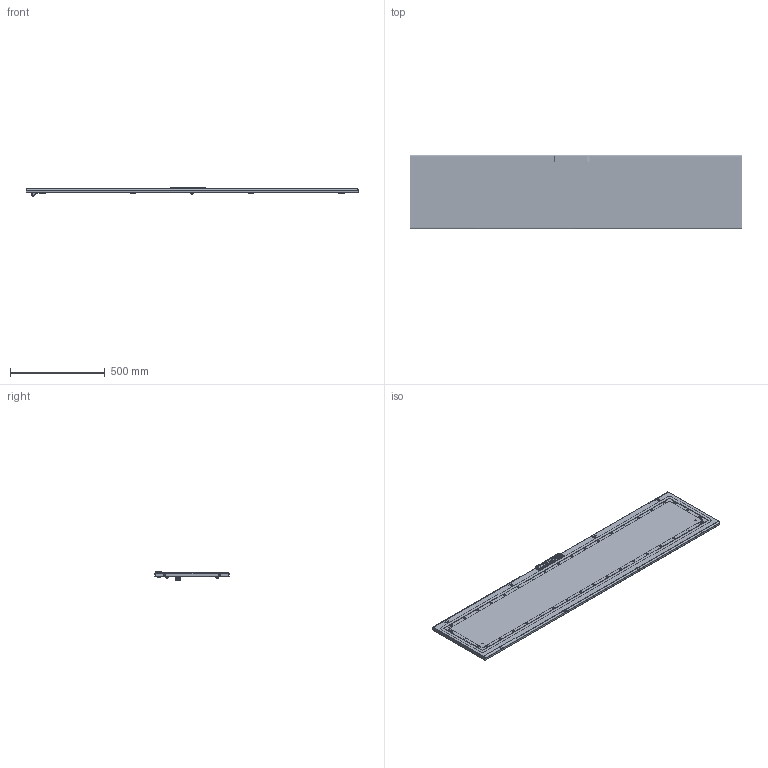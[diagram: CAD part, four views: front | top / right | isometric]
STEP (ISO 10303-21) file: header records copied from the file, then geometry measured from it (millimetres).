
FILE_DESCRIPTION (( 'STEP AP203' ), '1' );
FILE_NAME ('1800x400.step', '2011-02-16T12:15:27', ( 'User' ), ( 'DKC' ), 'SwSTEP 2.0', 'SolidWorks 2010', '' );
FILE_SCHEMA (( 'CONFIG_CONTROL_DESIGN' ));
Products named in the file (33): sealant for sviluppo porta quadro_1800x400; Sviluppo porta quadro_1800x400; 1800x400; ribattino AC00C377; terminator for door.SLDPRT; Tappo_?????; Hex Flange Bolt M6x10_ISO 4162 - M6 x 12 x 12-S; Çåðêàëüíî îòðàçèòüterminator for door.SLDPRT1; boccola AC00C378; Çåðêàëüíî îòðàçèòüterminator for door.SLDPRT; land; Çåðêàëüíî îòðàçèòüboccola AC00C378; Çåðêàëüíî îòðàçèòüribattino AC00C377; AC00C184 dado telaio interno porta_Default; Sostegno autoallineante per porta AC00C446; Wood screw 4.2x13_Tapping screw DIN 7049-ST4.2x13-F-H-S; maniglia RAM BLOCK modificated_AC00C505; ASTINA Superiore_1800; RAMBLOCK montata modificated_Default; Sealing ring; Montante verticale + Traversa orizzontale interno porta_Montante verticale 1800; Montante verticale + Traversa orizzontale interno porta_Traversa orizzontale 400; Ingranaggio per cariglione modificated_AC00C388; distanziale di gomma per RAM BLOCK_Default; AC00C183_Default; Nut M6_Hexagon Nut ISO - 4034 - M6 - S; hinge AC00C170_Default; AC00C400 Quadro IP55 Guida aste_Default; end-cap_AC00C061; ASTINA Inferiore_1800; linguetta_AC00C387; basetta esterna_AC00C506; inserto chiave per maniglia RAM BLOCK_AC00C389
Assembly tree (72 placements, depth 3):
  1800x400
    land  x12
    Montante verticale + Traversa orizzontale interno porta_Montante verticale 1800  x2
    Montante verticale + Traversa orizzontale interno porta_Traversa orizzontale 400  x2
    Tappo_?????  x2
    AC00C184 dado telaio interno porta_Default  x6
    AC00C183_Default  x4
    AC00C400 Quadro IP55 Guida aste_Default  x4
    Sostegno autoallineante per porta AC00C446
    hinge AC00C170_Default  x4
    terminator for door.SLDPRT  x2
      boccola AC00C378
      ribattino AC00C377
    ASTINA Superiore_1800
    distanziale di gomma per RAM BLOCK_Default  x2
    Hex Flange Bolt M6x10_ISO 4162 - M6 x 12 x 12-S
    Wood screw 4.2x13_Tapping screw DIN 7049-ST4.2x13-F-H-S  x5
    Nut M6_Hexagon Nut ISO - 4034 - M6 - S  x4
    Çåðêàëüíî îòðàçèòüterminator for door.SLDPRT1
      Çåðêàëüíî îòðàçèòüribattino AC00C377
      Çåðêàëüíî îòðàçèòüboccola AC00C378
    sealant for sviluppo porta quadro_1800x400
    linguetta_AC00C387
    RAMBLOCK montata modificated_Default
      Ingranaggio per cariglione modificated_AC00C388
      Sealing ring
      maniglia RAM BLOCK modificated_AC00C505
      basetta esterna_AC00C506
      inserto chiave per maniglia RAM BLOCK_AC00C389
    Sviluppo porta quadro_1800x400
    end-cap_AC00C061  x2
    ASTINA Inferiore_1800
    Çåðêàëüíî îòðàçèòüterminator for door.SLDPRT
      Çåðêàëüíî îòðàçèòüribattino AC00C377
      Çåðêàëüíî îòðàçèòüboccola AC00C378
Bounding box: 1755 x 394 x 52.66 mm (x, y, z)
Volume: 2428903.4 mm3; surface area: 2421120.7 mm2
Topology: 81 solids, 81 shells, 8247 faces, 22840 edges, 14866 vertices
Faces by surface type: bspline 3427, plane 2147, cylinder 2126, cone 469, torus 60, sphere 18
Entity records: 85877 total; most frequent: CARTESIAN_POINT 30749, ORIENTED_EDGE 11178, DIRECTION 9703, EDGE_CURVE 5589, VERTEX_POINT 3584, AXIS2_PLACEMENT_3D 3432, VECTOR 2839, LINE 2839
